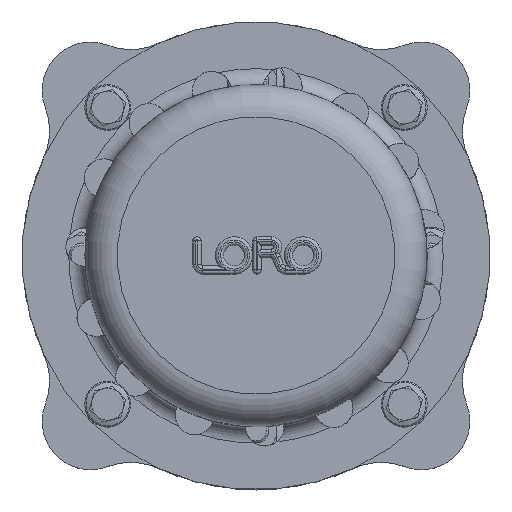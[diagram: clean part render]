
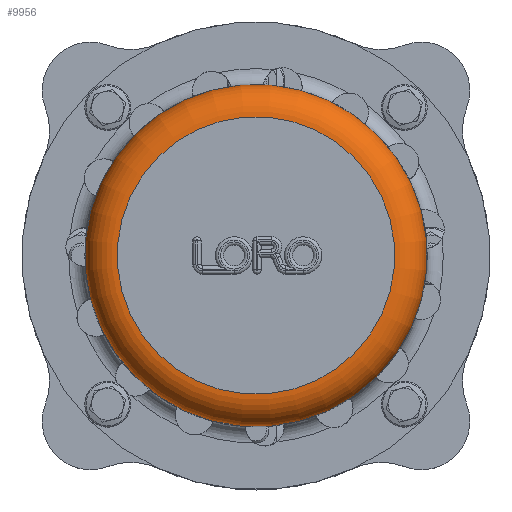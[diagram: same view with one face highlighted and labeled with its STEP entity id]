
A CAD part, top view. The second image highlights one B-rep face of the part: STEP entity #9956.
In plain terms, the highlighted toroidal (fillet/blend) face has major radius 430 mm and minor radius 100 mm.
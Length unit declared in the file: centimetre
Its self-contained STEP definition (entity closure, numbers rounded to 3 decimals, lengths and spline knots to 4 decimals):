
#2671=FACE_OUTER_BOUND('',#3303,.T.);
#3303=EDGE_LOOP('',(#8960,#8961,#8962,#8963));
#3828=CIRCLE('',#11011,53.);
#3829=CIRCLE('',#11012,10.);
#3830=CIRCLE('',#11013,43.);
#4793=VERTEX_POINT('',#21105);
#4794=VERTEX_POINT('',#21107);
#6256=EDGE_CURVE('',#4793,#4793,#3828,.T.);
#6257=EDGE_CURVE('',#4793,#4794,#3829,.T.);
#6258=EDGE_CURVE('',#4794,#4794,#3830,.T.);
#8960=ORIENTED_EDGE('',*,*,#6256,.T.);
#8961=ORIENTED_EDGE('',*,*,#6257,.T.);
#8962=ORIENTED_EDGE('',*,*,#6258,.T.);
#8963=ORIENTED_EDGE('',*,*,#6257,.F.);
#9416=TOROIDAL_SURFACE('',#11010,43.,10.);
#9956=ADVANCED_FACE('',(#2671),#9416,.T.);
#11010=AXIS2_PLACEMENT_3D('',#21104,#13573,#13574);
#11011=AXIS2_PLACEMENT_3D('',#21106,#13575,#13576);
#11012=AXIS2_PLACEMENT_3D('',#21108,#13577,#13578);
#11013=AXIS2_PLACEMENT_3D('',#21109,#13579,#13580);
#13573=DIRECTION('center_axis',(0.,0.,-1.));
#13574=DIRECTION('ref_axis',(-0.707,0.707,0.));
#13575=DIRECTION('center_axis',(0.,0.,1.));
#13576=DIRECTION('ref_axis',(0.707,-0.707,0.));
#13577=DIRECTION('center_axis',(-0.707,-0.707,0.));
#13578=DIRECTION('ref_axis',(0.707,-0.707,0.));
#13579=DIRECTION('center_axis',(0.,0.,-1.));
#13580=DIRECTION('ref_axis',(0.707,-0.707,0.));
#21104=CARTESIAN_POINT('Origin',(667.8647,428.4055,126.));
#21105=CARTESIAN_POINT('',(705.3413,390.9288,126.));
#21106=CARTESIAN_POINT('Origin',(667.8647,428.4055,126.));
#21107=CARTESIAN_POINT('',(698.2702,397.9999,136.));
#21108=CARTESIAN_POINT('Origin',(698.2702,397.9999,126.));
#21109=CARTESIAN_POINT('Origin',(667.8647,428.4055,136.));
